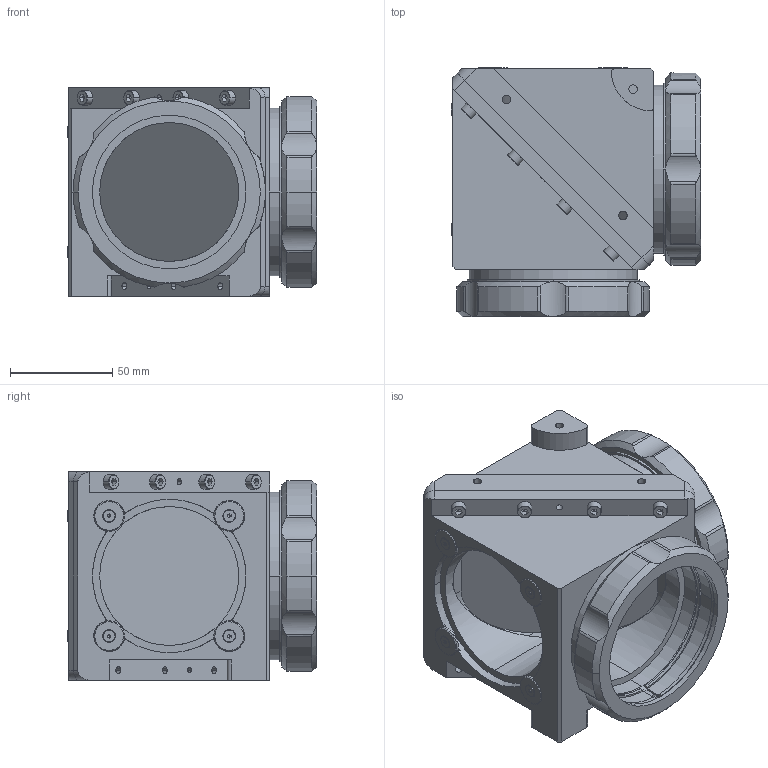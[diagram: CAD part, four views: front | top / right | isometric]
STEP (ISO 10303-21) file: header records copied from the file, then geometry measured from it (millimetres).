
FILE_DESCRIPTION (( 'STEP AP203' ), '1' );
FILE_NAME ('DP22433 -A_CMBS048.step', '2021-11-26T15:27:00', ( '' ), ( '' ), 'SwSTEP 2.0', 'SolidWorks 2021', '' );
FILE_SCHEMA (( 'CONFIG_CONTROL_DESIGN' ));
Length unit declared in the file: millimetre
Products named in the file (1): DP22433 -A_CMBS048
Bounding box: 121.79 x 121.79 x 102 mm (x, y, z)
Surface area: 150566 mm2 (no closed solid volume)
Topology: 0 solids, 45 shells, 532 faces, 1549 edges, 1016 vertices
Faces by surface type: cylinder 242, plane 174, cone 100, torus 16
Entity records: 18185 total; most frequent: CARTESIAN_POINT 4092, DIRECTION 3098, ORIENTED_EDGE 2626, EDGE_CURVE 1517, AXIS2_PLACEMENT_3D 1182, VERTEX_POINT 1016, LINE 734, VECTOR 734
